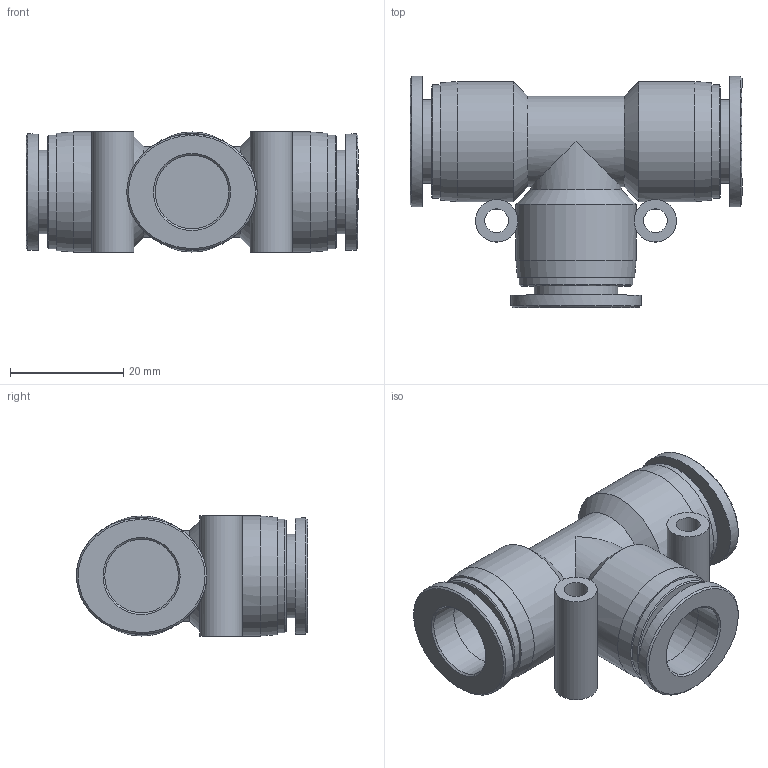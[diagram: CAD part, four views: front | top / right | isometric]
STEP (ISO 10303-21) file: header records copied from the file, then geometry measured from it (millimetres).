
FILE_DESCRIPTION((''),'2;1');
FILE_NAME('PUT 1_2.stp','2016-10-17T15:48:20',('Administrator'),(''),'Autodesk Inventor 2013','Autodesk Inventor 2013','');
FILE_SCHEMA(('CONFIG_CONTROL_DESIGN'));
Length unit declared in the file: millimetre
Products named in the file (3): PUT 1_2; NUT N1_2 BODY; SLEEVE N1_2L
Assembly tree (4 placements, depth 2):
  PUT 1_2
    NUT N1_2 BODY
    SLEEVE N1_2L  x3
Bounding box: 58.6 x 40.8 x 21.2 mm (x, y, z)
Volume: 16288.3 mm3; surface area: 12475.9 mm2
Topology: 4 solids, 4 shells, 61 faces, 113 edges, 71 vertices
Faces by surface type: plane 22, cylinder 21, cone 12, bspline 6
Full cylindrical faces by diameter (mm): 4.2 x2, 7.5 x2, 13 x6, 14.8 x3, 16 x2, 20 x3, 21.2 x3
Entity records: 1202 total; most frequent: CARTESIAN_POINT 413, DIRECTION 163, ORIENTED_EDGE 88, EDGE_LOOP 83, AXIS2_PLACEMENT_3D 81, EDGE_CURVE 44, FACE_BOUND 44, VERTEX_POINT 43
